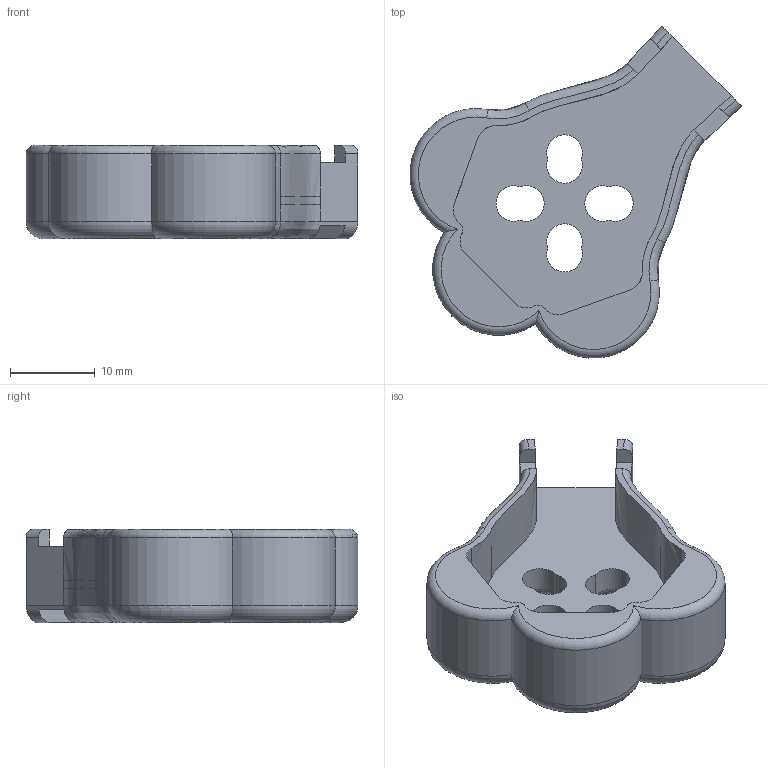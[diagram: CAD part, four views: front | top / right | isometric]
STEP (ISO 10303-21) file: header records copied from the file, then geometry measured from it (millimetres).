
FILE_DESCRIPTION(/* description */ (''),/* implementation_level */ '2;1');
FILE_NAME(/* name */ 'foot_minimal_thicc.step',/* time_stamp */ '2025-07-17T19:26:28-07:00',/* author */ (''),/* organization */ (''),/* preprocessor_version */ 'ST-DEVELOPER v20.1',/* originating_system */ 'Autodesk Translation Framework v14.10.0.0',/* authorisation */ '');
FILE_SCHEMA (('AUTOMOTIVE_DESIGN { 1 0 10303 214 3 1 1 }'));
Length unit declared in the file: millimetre
Products named in the file (1): Arm Guard
Bounding box: 39.18 x 39.18 x 11 mm (x, y, z)
Volume: 4726.6 mm3; surface area: 4051.6 mm2
Topology: 1 solids, 1 shells, 86 faces, 228 edges, 144 vertices
Faces by surface type: plane 26, bspline 24, cylinder 22, torus 14
Entity records: 3591 total; most frequent: CARTESIAN_POINT 1571, ORIENTED_EDGE 456, DIRECTION 356, EDGE_CURVE 228, VERTEX_POINT 144, AXIS2_PLACEMENT_3D 133, EDGE_LOOP 94, LINE 90
